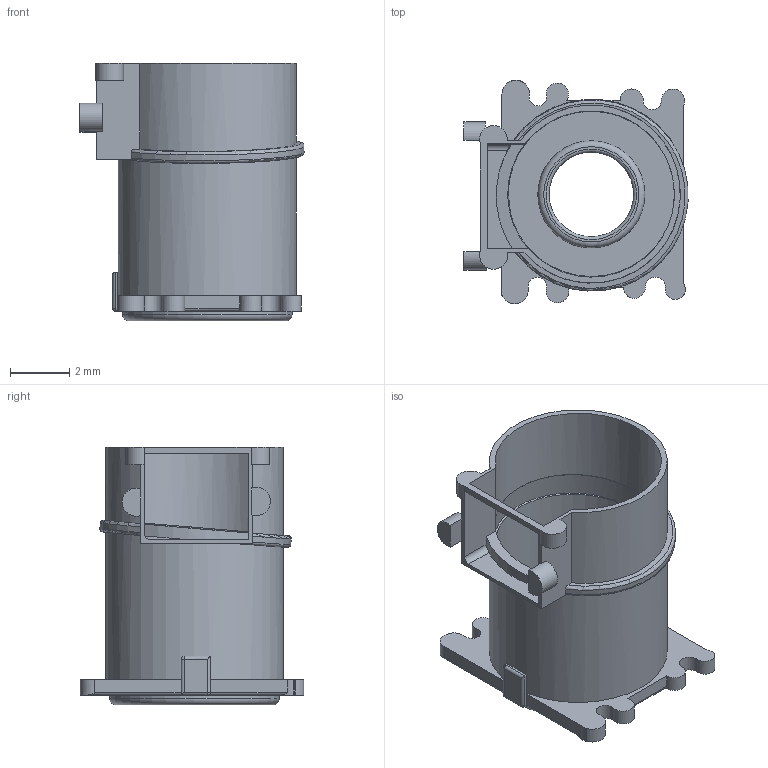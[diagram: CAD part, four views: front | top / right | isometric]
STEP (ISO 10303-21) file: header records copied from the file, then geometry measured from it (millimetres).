
FILE_DESCRIPTION(/* description */ (''),/* implementation_level */ '2;1');
FILE_NAME(/* name */ 'example_part1',/* time_stamp */ '1999-06-17T17:15:36-04:00',/* author */ ('PC User'),/* organization */ ('3D/EYE, Inc.'),/* preprocessor_version */ 'ST-DEVELOPER 1.6',/* originating_system */ 'IronCAD2.0',/* authorisation */ '');
FILE_SCHEMA (('CONFIG_CONTROL_DESIGN'));
Length unit declared in the file: millimetre
Products named in the file (1): 1
Bounding box: 7.55 x 7.53 x 8.68 mm (x, y, z)
Volume: 59.5 mm3; surface area: 420.9 mm2
Topology: 2 solids, 2 shells, 96 faces, 256 edges, 164 vertices
Faces by surface type: plane 49, cylinder 39, torus 6, sphere 2
Full cylindrical faces by diameter (mm): 2.85 x1, 3.612 x1, 5.605 x1, 5.637 x1, 5.712 x1, 6 x1
Entity records: 3291 total; most frequent: CARTESIAN_POINT 744, ORIENTED_EDGE 480, DIRECTION 421, INTERSECTION_CURVE 240, EDGE_CURVE 240, AXIS2_PLACEMENT_3D 175, VERTEX_POINT 160, LINE 123
